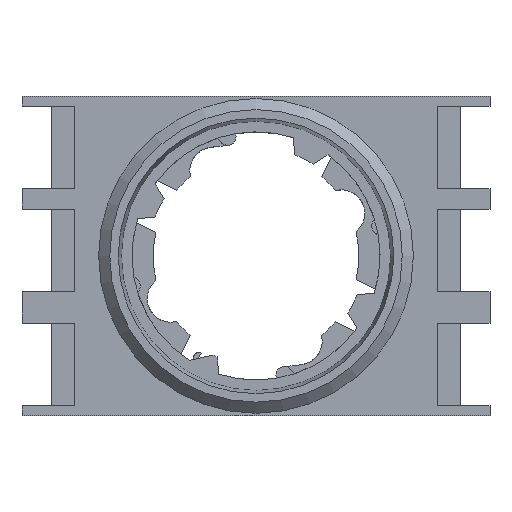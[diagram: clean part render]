
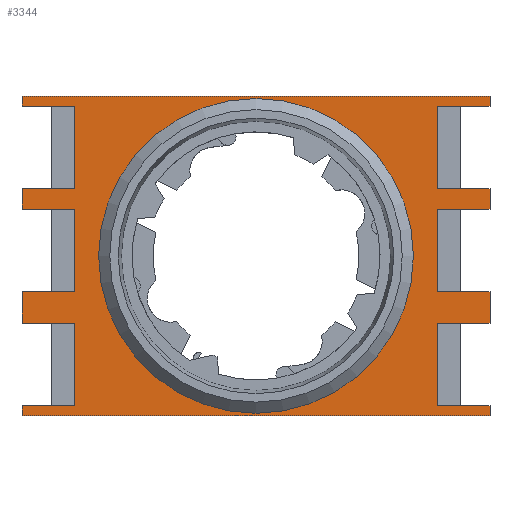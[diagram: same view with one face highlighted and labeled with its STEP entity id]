
A CAD part, top view. The second image highlights one B-rep face of the part: STEP entity #3344.
In plain terms, the highlighted planar face has unit normal (0, 0, 1).
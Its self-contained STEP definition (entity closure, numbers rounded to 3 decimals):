
#47=FACE_BOUND('',#1277,.T.);
#147=PLANE('',#3624);
#221=LINE('',#4735,#591);
#248=LINE('',#4795,#618);
#428=LINE('',#5355,#798);
#437=LINE('',#5373,#807);
#445=LINE('',#5388,#815);
#479=LINE('',#5460,#849);
#491=LINE('',#5498,#861);
#492=LINE('',#5500,#862);
#493=LINE('',#5502,#863);
#494=LINE('',#5503,#864);
#495=LINE('',#5505,#865);
#496=LINE('',#5507,#866);
#497=LINE('',#5509,#867);
#498=LINE('',#5511,#868);
#499=LINE('',#5512,#869);
#500=LINE('',#5513,#870);
#501=LINE('',#5515,#871);
#502=LINE('',#5517,#872);
#503=LINE('',#5518,#873);
#504=LINE('',#5520,#874);
#505=LINE('',#5522,#875);
#506=LINE('',#5524,#876);
#507=LINE('',#5526,#877);
#508=LINE('',#5527,#878);
#509=LINE('',#5529,#879);
#510=LINE('',#5531,#880);
#511=LINE('',#5532,#881);
#512=LINE('',#5533,#882);
#591=VECTOR('',#3796,4.5);
#618=VECTOR('',#3839,4.5);
#798=VECTOR('',#4319,4.5);
#807=VECTOR('',#4334,40.);
#815=VECTOR('',#4344,4.5);
#849=VECTOR('',#4424,4.5);
#861=VECTOR('',#4464,4.5);
#862=VECTOR('',#4465,1.75);
#863=VECTOR('',#4466,4.5);
#864=VECTOR('',#4467,7.05);
#865=VECTOR('',#4468,2.7);
#866=VECTOR('',#4469,4.5);
#867=VECTOR('',#4470,7.05);
#868=VECTOR('',#4471,4.5);
#869=VECTOR('',#4472,0.85);
#870=VECTOR('',#4473,0.85);
#871=VECTOR('',#4474,7.05);
#872=VECTOR('',#4475,4.5);
#873=VECTOR('',#4476,2.7);
#874=VECTOR('',#4477,7.05);
#875=VECTOR('',#4478,4.5);
#876=VECTOR('',#4479,1.75);
#877=VECTOR('',#4480,4.5);
#878=VECTOR('',#4481,7.05);
#879=VECTOR('',#4482,0.85);
#880=VECTOR('',#4483,40.);
#881=VECTOR('',#4484,0.85);
#882=VECTOR('',#4485,7.05);
#1090=FACE_OUTER_BOUND('',#1276,.T.);
#1276=EDGE_LOOP('',(#3008,#3009,#3010,#3011,#3012,#3013,#3014,#3015,#3016,
#3017,#3018,#3019,#3020,#3021,#3022,#3023,#3024,#3025,#3026,#3027,#3028,
#3029,#3030,#3031,#3032,#3033,#3034,#3035));
#1277=EDGE_LOOP('',(#3036));
#1412=CIRCLE('',#3622,13.45);
#1465=VERTEX_POINT('',#4732);
#1466=VERTEX_POINT('',#4734);
#1490=VERTEX_POINT('',#4792);
#1491=VERTEX_POINT('',#4794);
#1672=VERTEX_POINT('',#5352);
#1673=VERTEX_POINT('',#5354);
#1678=VERTEX_POINT('',#5370);
#1679=VERTEX_POINT('',#5372);
#1684=VERTEX_POINT('',#5385);
#1685=VERTEX_POINT('',#5387);
#1699=VERTEX_POINT('',#5457);
#1700=VERTEX_POINT('',#5459);
#1710=VERTEX_POINT('',#5492);
#1711=VERTEX_POINT('',#5496);
#1712=VERTEX_POINT('',#5497);
#1713=VERTEX_POINT('',#5499);
#1714=VERTEX_POINT('',#5501);
#1715=VERTEX_POINT('',#5504);
#1716=VERTEX_POINT('',#5506);
#1717=VERTEX_POINT('',#5508);
#1718=VERTEX_POINT('',#5510);
#1719=VERTEX_POINT('',#5514);
#1720=VERTEX_POINT('',#5516);
#1721=VERTEX_POINT('',#5519);
#1722=VERTEX_POINT('',#5521);
#1723=VERTEX_POINT('',#5523);
#1724=VERTEX_POINT('',#5525);
#1725=VERTEX_POINT('',#5528);
#1726=VERTEX_POINT('',#5530);
#1805=EDGE_CURVE('',#1466,#1465,#221,.T.);
#1835=EDGE_CURVE('',#1490,#1491,#248,.T.);
#2099=EDGE_CURVE('',#1672,#1673,#428,.T.);
#2108=EDGE_CURVE('',#1678,#1679,#437,.T.);
#2116=EDGE_CURVE('',#1684,#1685,#445,.T.);
#2150=EDGE_CURVE('',#1700,#1699,#479,.T.);
#2165=EDGE_CURVE('',#1710,#1710,#1412,.T.);
#2166=EDGE_CURVE('',#1711,#1712,#491,.T.);
#2167=EDGE_CURVE('',#1713,#1712,#492,.T.);
#2168=EDGE_CURVE('',#1714,#1713,#493,.T.);
#2169=EDGE_CURVE('',#1714,#1466,#494,.T.);
#2170=EDGE_CURVE('',#1715,#1465,#495,.T.);
#2171=EDGE_CURVE('',#1716,#1715,#496,.T.);
#2172=EDGE_CURVE('',#1716,#1717,#497,.T.);
#2173=EDGE_CURVE('',#1717,#1718,#498,.T.);
#2174=EDGE_CURVE('',#1679,#1718,#499,.T.);
#2175=EDGE_CURVE('',#1685,#1678,#500,.T.);
#2176=EDGE_CURVE('',#1684,#1719,#501,.T.);
#2177=EDGE_CURVE('',#1719,#1720,#502,.T.);
#2178=EDGE_CURVE('',#1491,#1720,#503,.T.);
#2179=EDGE_CURVE('',#1490,#1721,#504,.T.);
#2180=EDGE_CURVE('',#1721,#1722,#505,.T.);
#2181=EDGE_CURVE('',#1723,#1722,#506,.T.);
#2182=EDGE_CURVE('',#1724,#1723,#507,.T.);
#2183=EDGE_CURVE('',#1724,#1700,#508,.T.);
#2184=EDGE_CURVE('',#1725,#1699,#509,.T.);
#2185=EDGE_CURVE('',#1726,#1725,#510,.T.);
#2186=EDGE_CURVE('',#1673,#1726,#511,.T.);
#2187=EDGE_CURVE('',#1672,#1711,#512,.T.);
#3008=ORIENTED_EDGE('',*,*,#2166,.T.);
#3009=ORIENTED_EDGE('',*,*,#2167,.F.);
#3010=ORIENTED_EDGE('',*,*,#2168,.F.);
#3011=ORIENTED_EDGE('',*,*,#2169,.T.);
#3012=ORIENTED_EDGE('',*,*,#1805,.T.);
#3013=ORIENTED_EDGE('',*,*,#2170,.F.);
#3014=ORIENTED_EDGE('',*,*,#2171,.F.);
#3015=ORIENTED_EDGE('',*,*,#2172,.T.);
#3016=ORIENTED_EDGE('',*,*,#2173,.T.);
#3017=ORIENTED_EDGE('',*,*,#2174,.F.);
#3018=ORIENTED_EDGE('',*,*,#2108,.F.);
#3019=ORIENTED_EDGE('',*,*,#2175,.F.);
#3020=ORIENTED_EDGE('',*,*,#2116,.F.);
#3021=ORIENTED_EDGE('',*,*,#2176,.T.);
#3022=ORIENTED_EDGE('',*,*,#2177,.T.);
#3023=ORIENTED_EDGE('',*,*,#2178,.F.);
#3024=ORIENTED_EDGE('',*,*,#1835,.F.);
#3025=ORIENTED_EDGE('',*,*,#2179,.T.);
#3026=ORIENTED_EDGE('',*,*,#2180,.T.);
#3027=ORIENTED_EDGE('',*,*,#2181,.F.);
#3028=ORIENTED_EDGE('',*,*,#2182,.F.);
#3029=ORIENTED_EDGE('',*,*,#2183,.T.);
#3030=ORIENTED_EDGE('',*,*,#2150,.T.);
#3031=ORIENTED_EDGE('',*,*,#2184,.F.);
#3032=ORIENTED_EDGE('',*,*,#2185,.F.);
#3033=ORIENTED_EDGE('',*,*,#2186,.F.);
#3034=ORIENTED_EDGE('',*,*,#2099,.F.);
#3035=ORIENTED_EDGE('',*,*,#2187,.T.);
#3036=ORIENTED_EDGE('',*,*,#2165,.T.);
#3344=ADVANCED_FACE('',(#1090,#47),#147,.F.);
#3622=AXIS2_PLACEMENT_3D('',#5493,#4458,#4459);
#3624=AXIS2_PLACEMENT_3D('',#5495,#4462,#4463);
#3796=DIRECTION('',(-1.,0.,0.));
#3839=DIRECTION('',(1.,0.,0.));
#4319=DIRECTION('',(-1.,0.,0.));
#4334=DIRECTION('',(-1.,0.,0.));
#4344=DIRECTION('',(1.,0.,0.));
#4424=DIRECTION('',(1.,0.,0.));
#4458=DIRECTION('center_axis',(0.,0.,
-1.));
#4459=DIRECTION('ref_axis',(1.,0.,0.));
#4462=DIRECTION('center_axis',(0.,0.,
-1.));
#4463=DIRECTION('ref_axis',(-1.,0.,0.));
#4464=DIRECTION('',(-1.,0.,0.));
#4465=DIRECTION('',(0.,1.,0.));
#4466=DIRECTION('',(-1.,0.,0.));
#4467=DIRECTION('',(0.,-1.,0.));
#4468=DIRECTION('',(0.,1.,0.));
#4469=DIRECTION('',(-1.,0.,0.));
#4470=DIRECTION('',(0.,-1.,0.));
#4471=DIRECTION('',(-1.,0.,0.));
#4472=DIRECTION('',(0.,1.,0.));
#4473=DIRECTION('',(0.,-1.,0.));
#4474=DIRECTION('',(0.,1.,0.));
#4475=DIRECTION('',(1.,0.,0.));
#4476=DIRECTION('',(0.,-1.,0.));
#4477=DIRECTION('',(0.,1.,0.));
#4478=DIRECTION('',(1.,0.,0.));
#4479=DIRECTION('',(0.,-1.,0.));
#4480=DIRECTION('',(1.,0.,0.));
#4481=DIRECTION('',(0.,1.,0.));
#4482=DIRECTION('',(0.,-1.,0.));
#4483=DIRECTION('',(1.,0.,0.));
#4484=DIRECTION('',(0.,1.,0.));
#4485=DIRECTION('',(0.,-1.,0.));
#4732=CARTESIAN_POINT('',(-20.,-3.05,5.95));
#4734=CARTESIAN_POINT('',(-15.5,-3.05,5.95));
#4735=CARTESIAN_POINT('',(-10.25,-3.05,5.95));
#4792=CARTESIAN_POINT('',(15.5,-3.05,5.95));
#4794=CARTESIAN_POINT('',(20.,-3.05,5.95));
#4795=CARTESIAN_POINT('',(17.5,-3.05,5.95));
#5352=CARTESIAN_POINT('',(-15.5,12.8,5.95));
#5354=CARTESIAN_POINT('',(-20.,12.8,5.95));
#5355=CARTESIAN_POINT('',(-17.5,12.8,5.95));
#5370=CARTESIAN_POINT('',(20.,-13.65,5.95));
#5372=CARTESIAN_POINT('',(-20.,-13.65,5.95));
#5373=CARTESIAN_POINT('',(0.,-13.65,5.95));
#5385=CARTESIAN_POINT('',(15.5,-12.8,5.95));
#5387=CARTESIAN_POINT('',(20.,-12.8,5.95));
#5388=CARTESIAN_POINT('',(17.5,-12.8,5.95));
#5457=CARTESIAN_POINT('',(20.,12.8,5.95));
#5459=CARTESIAN_POINT('',(15.5,12.8,5.95));
#5460=CARTESIAN_POINT('',(10.,12.8,5.95));
#5492=CARTESIAN_POINT('',(-13.45,0.,5.95));
#5493=CARTESIAN_POINT('Origin',(0.,0.,
5.95));
#5495=CARTESIAN_POINT('Origin',(0.,0.029,
5.95));
#5496=CARTESIAN_POINT('',(-15.5,5.75,5.95));
#5497=CARTESIAN_POINT('',(-20.,5.75,5.95));
#5498=CARTESIAN_POINT('',(-10.25,5.75,5.95));
#5499=CARTESIAN_POINT('',(-20.,4.,5.95));
#5500=CARTESIAN_POINT('',(-20.,4.,5.95));
#5501=CARTESIAN_POINT('',(-15.5,4.,5.95));
#5502=CARTESIAN_POINT('',(-17.5,4.,5.95));
#5503=CARTESIAN_POINT('',(-15.5,-1.511,5.95));
#5504=CARTESIAN_POINT('',(-20.,-5.75,5.95));
#5505=CARTESIAN_POINT('',(-20.,-5.75,5.95));
#5506=CARTESIAN_POINT('',(-15.5,-5.75,5.95));
#5507=CARTESIAN_POINT('',(-17.5,-5.75,5.95));
#5508=CARTESIAN_POINT('',(-15.5,-12.8,5.95));
#5509=CARTESIAN_POINT('',(-15.5,-6.386,5.95));
#5510=CARTESIAN_POINT('',(-20.,-12.8,5.95));
#5511=CARTESIAN_POINT('',(-10.25,-12.8,5.95));
#5512=CARTESIAN_POINT('',(-20.,-13.65,5.95));
#5513=CARTESIAN_POINT('',(20.,-12.8,5.95));
#5514=CARTESIAN_POINT('',(15.5,-5.75,5.95));
#5515=CARTESIAN_POINT('',(15.5,-2.861,5.95));
#5516=CARTESIAN_POINT('',(20.,-5.75,5.95));
#5517=CARTESIAN_POINT('',(10.,-5.75,5.95));
#5518=CARTESIAN_POINT('',(20.,-3.05,5.95));
#5519=CARTESIAN_POINT('',(15.5,4.,5.95));
#5520=CARTESIAN_POINT('',(15.5,2.014,5.95));
#5521=CARTESIAN_POINT('',(20.,4.,5.95));
#5522=CARTESIAN_POINT('',(10.,4.,5.95));
#5523=CARTESIAN_POINT('',(20.,5.75,5.95));
#5524=CARTESIAN_POINT('',(20.,5.75,5.95));
#5525=CARTESIAN_POINT('',(15.5,5.75,5.95));
#5526=CARTESIAN_POINT('',(17.5,5.75,5.95));
#5527=CARTESIAN_POINT('',(15.5,6.414,5.95));
#5528=CARTESIAN_POINT('',(20.,13.65,5.95));
#5529=CARTESIAN_POINT('',(20.,13.65,5.95));
#5530=CARTESIAN_POINT('',(-20.,13.65,5.95));
#5531=CARTESIAN_POINT('',(0.,13.65,5.95));
#5532=CARTESIAN_POINT('',(-20.,12.8,5.95));
#5533=CARTESIAN_POINT('',(-15.5,2.889,5.95));
